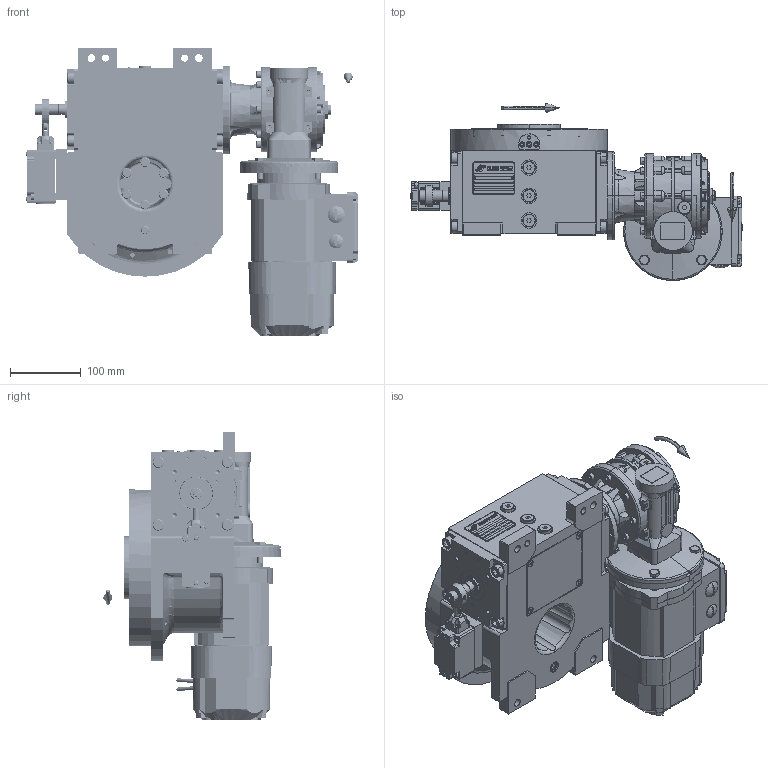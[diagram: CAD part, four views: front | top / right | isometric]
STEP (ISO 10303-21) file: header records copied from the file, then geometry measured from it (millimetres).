
FILE_DESCRIPTION (( 'STEP AP203' ), '1' );
FILE_NAME ('PC5200564.step', '2024-08-29T12:13:57', ( '' ), ( '' ), 'SwSTEP 2.0', 'SolidWorks 2020', '' );
FILE_SCHEMA (( 'CONFIG_CONTROL_DESIGN' ));
Length unit declared in the file: millimetre
Products named in the file (90): AS_rig06_015; cfn2000_01_126; cfn2077_01_018; cfn2003_01_054; cfn2000_01_124; cfn2128_04_004; cfn2476_01_002_60x46; cfn2073_01_012; CFN2104_02_017^RIG06_005_ASM_rig06_071_06_m_asm(2)_rig06_071_06_m_asm.stp; cfn2128_19_002; RIG06_005_ASM^rig06_071_06_m_asm(2)_rig06_071_06_m_asm.stp; cfn2151_01_290; RMI50_F1_LCB_SX_63B5; cfn2000_01_103; AS_cfn2400_01_001; AS_900_38_11_34_4; freccia_angolare; AS_rig06_071_6_m; freccia_angolare_albero; CFN2203_02_001^rig06_071_06_m_asm(2)_rig06_071_06_m_asm.stp; cfn2000_01_161; cfn2155_01_056; AS_rig06_002_bl_001; cfn2000_01_168; cfn2151_01_090; rig06_016; CFN2010_02_002^rig06_071_06_m_asm(2)_rig06_071_06_m_asm.stp; AS_rig06_004; rig06_003_6; AS_cfn2476_01_002_60x46; AS_rig06_004_s_001; CFN2000_01_185^RIG06_005_ASM_rig06_071_06_m_asm(2)_rig06_071_06_m_asm.stp; rig06_015; cfn2205_01_013; cfn2115_01_005; PC5200564; DRN63MS4BE03HRFF; cfn2107_01_001; rig06_005_n_01; CFN2356_03_047^rig06_071_06_m_asm(2)_rig06_071_06_m_asm.stp ...
Assembly tree (87 placements, depth 5):
  cfn2077_01_018
  cfn2151_01_290
  CFN2203_02_001^rig06_071_06_m_asm(2)_rig06_071_06_m_asm.stp
  cfn2151_01_090
  cfn2205_01_013
Bounding box: 470.9 x 251.48 x 409.8 mm (x, y, z)
Volume: 6439450.5 mm3; surface area: 1189118.9 mm2
Topology: 74 solids, 74 shells, 4180 faces, 10698 edges, 6863 vertices
Faces by surface type: plane 1919, cylinder 1370, cone 624, torus 207, bspline 50, sphere 10
Entity records: 152663 total; most frequent: CARTESIAN_POINT 46490, ORIENTED_EDGE 20248, DIRECTION 20007, EDGE_CURVE 10124, AXIS2_PLACEMENT_3D 7228, VERTEX_POINT 6574, LINE 5551, VECTOR 5551
